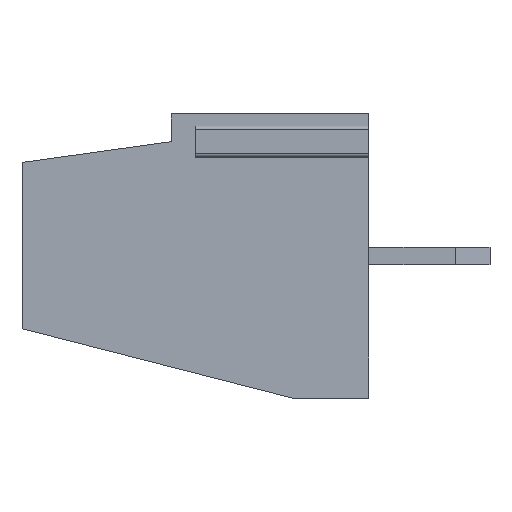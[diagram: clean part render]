
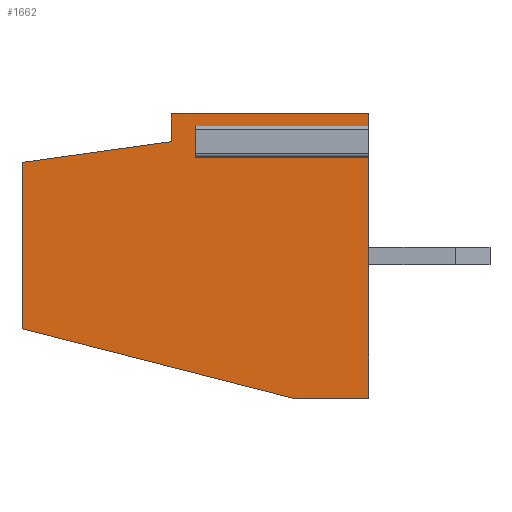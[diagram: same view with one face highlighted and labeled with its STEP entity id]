
A CAD part, left-side view. The second image highlights one B-rep face of the part: STEP entity #1662.
In plain terms, the highlighted planar face has unit normal (-1, 0, 0).
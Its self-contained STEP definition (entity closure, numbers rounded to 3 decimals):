
#91=FACE_OUTER_BOUND('',#180,.T.);
#180=EDGE_LOOP('',(#1100,#1101,#1102,#1103,#1104,#1105,#1106,#1107,#1108,
#1109,#1110));
#276=LINE('',#2344,#486);
#277=LINE('',#2346,#487);
#278=LINE('',#2348,#488);
#279=LINE('',#2350,#489);
#280=LINE('',#2352,#490);
#281=LINE('',#2354,#491);
#282=LINE('',#2356,#492);
#283=LINE('',#2358,#493);
#284=LINE('',#2360,#494);
#285=LINE('',#2362,#495);
#286=LINE('',#2363,#496);
#486=VECTOR('',#1890,0.85);
#487=VECTOR('',#1891,5.);
#488=VECTOR('',#1892,0.375);
#489=VECTOR('',#1893,5.7);
#490=VECTOR('',#1894,0.8);
#491=VECTOR('',#1895,4.342);
#492=VECTOR('',#1896,4.8);
#493=VECTOR('',#1897,8.052);
#494=VECTOR('',#1898,2.2);
#495=VECTOR('',#1899,6.975);
#496=VECTOR('',#1900,5.);
#696=VERTEX_POINT('',#2342);
#697=VERTEX_POINT('',#2343);
#698=VERTEX_POINT('',#2345);
#699=VERTEX_POINT('',#2347);
#700=VERTEX_POINT('',#2349);
#701=VERTEX_POINT('',#2351);
#702=VERTEX_POINT('',#2353);
#703=VERTEX_POINT('',#2355);
#704=VERTEX_POINT('',#2357);
#705=VERTEX_POINT('',#2359);
#706=VERTEX_POINT('',#2361);
#858=EDGE_CURVE('',#696,#697,#276,.T.);
#859=EDGE_CURVE('',#697,#698,#277,.T.);
#860=EDGE_CURVE('',#699,#698,#278,.T.);
#861=EDGE_CURVE('',#700,#699,#279,.T.);
#862=EDGE_CURVE('',#701,#700,#280,.T.);
#863=EDGE_CURVE('',#702,#701,#281,.T.);
#864=EDGE_CURVE('',#703,#702,#282,.T.);
#865=EDGE_CURVE('',#704,#703,#283,.T.);
#866=EDGE_CURVE('',#705,#704,#284,.T.);
#867=EDGE_CURVE('',#706,#705,#285,.T.);
#868=EDGE_CURVE('',#696,#706,#286,.T.);
#1100=ORIENTED_EDGE('',*,*,#858,.T.);
#1101=ORIENTED_EDGE('',*,*,#859,.T.);
#1102=ORIENTED_EDGE('',*,*,#860,.F.);
#1103=ORIENTED_EDGE('',*,*,#861,.F.);
#1104=ORIENTED_EDGE('',*,*,#862,.F.);
#1105=ORIENTED_EDGE('',*,*,#863,.F.);
#1106=ORIENTED_EDGE('',*,*,#864,.F.);
#1107=ORIENTED_EDGE('',*,*,#865,.F.);
#1108=ORIENTED_EDGE('',*,*,#866,.F.);
#1109=ORIENTED_EDGE('',*,*,#867,.F.);
#1110=ORIENTED_EDGE('',*,*,#868,.F.);
#1584=PLANE('',#1765);
#1662=ADVANCED_FACE('',(#91),#1584,.F.);
#1765=AXIS2_PLACEMENT_3D('',#2341,#1888,#1889);
#1888=DIRECTION('center_axis',(1.,0.,0.));
#1889=DIRECTION('ref_axis',(0.,0.,-1.));
#1890=DIRECTION('',(0.,0.,1.));
#1891=DIRECTION('',(0.,-1.,0.));
#1892=DIRECTION('',(0.,0.,-1.));
#1893=DIRECTION('',(0.,-1.,0.));
#1894=DIRECTION('',(0.,0.,1.));
#1895=DIRECTION('',(0.,-0.99,0.138));
#1896=DIRECTION('',(0.,0.,1.));
#1897=DIRECTION('',(0.,0.969,0.248));
#1898=DIRECTION('',(0.,1.,0.));
#1899=DIRECTION('',(0.,0.,-1.));
#1900=DIRECTION('',(0.,-1.,0.));
#2341=CARTESIAN_POINT('Origin',(-5.08,0.,0.));
#2342=CARTESIAN_POINT('',(-5.08,2.25,-1.225));
#2343=CARTESIAN_POINT('',(-5.08,2.25,-0.375));
#2344=CARTESIAN_POINT('',(-5.08,2.25,-1.225));
#2345=CARTESIAN_POINT('',(-5.08,-2.75,-0.375));
#2346=CARTESIAN_POINT('',(-5.08,2.25,-0.375));
#2347=CARTESIAN_POINT('',(-5.08,-2.75,0.));
#2348=CARTESIAN_POINT('',(-5.08,-2.75,0.));
#2349=CARTESIAN_POINT('',(-5.08,2.95,0.));
#2350=CARTESIAN_POINT('',(-5.08,2.95,0.));
#2351=CARTESIAN_POINT('',(-5.08,2.95,-0.8));
#2352=CARTESIAN_POINT('',(-5.08,2.95,-0.8));
#2353=CARTESIAN_POINT('',(-5.08,7.25,-1.4));
#2354=CARTESIAN_POINT('',(-5.08,7.25,-1.4));
#2355=CARTESIAN_POINT('',(-5.08,7.25,-6.2));
#2356=CARTESIAN_POINT('',(-5.08,7.25,-6.2));
#2357=CARTESIAN_POINT('',(-5.08,-0.55,-8.2));
#2358=CARTESIAN_POINT('',(-5.08,-0.55,-8.2));
#2359=CARTESIAN_POINT('',(-5.08,-2.75,-8.2));
#2360=CARTESIAN_POINT('',(-5.08,-2.75,-8.2));
#2361=CARTESIAN_POINT('',(-5.08,-2.75,-1.225));
#2362=CARTESIAN_POINT('',(-5.08,-2.75,-1.225));
#2363=CARTESIAN_POINT('',(-5.08,2.25,-1.225));
